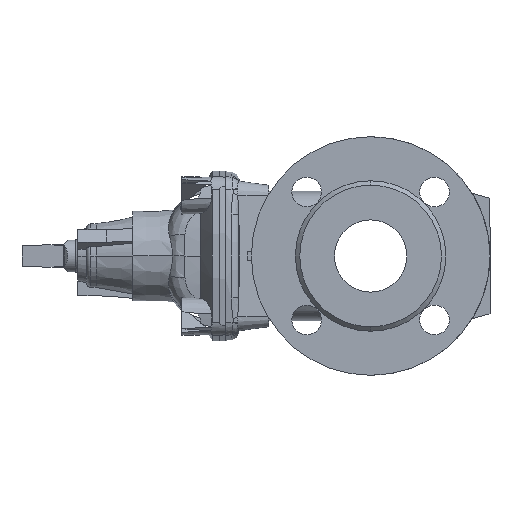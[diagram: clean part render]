
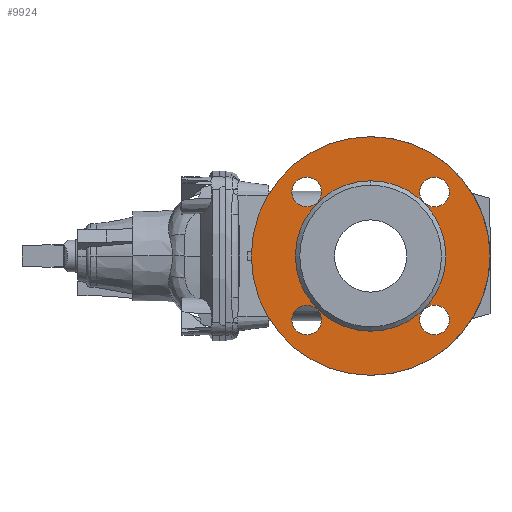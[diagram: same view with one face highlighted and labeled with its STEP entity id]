
A CAD part, left-side view. The second image highlights one B-rep face of the part: STEP entity #9924.
In plain terms, the highlighted planar face has unit normal (-1, 0, 0).
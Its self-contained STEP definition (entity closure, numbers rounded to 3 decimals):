
#266 = AXIS2_PLACEMENT_3D ( 'NONE', #9350, #9290, #9333 ) ;
#275 = AXIS2_PLACEMENT_3D ( 'NONE', #9568, #9273, #9559 ) ;
#341 = EDGE_CURVE ( 'NONE', #11085, #11084, #4862, .T. ) ;
#344 = EDGE_CURVE ( 'NONE', #11095, #11094, #4868, .T. ) ;
#883 = EDGE_LOOP ( 'NONE', ( #10962, #7399 ) ) ;
#886 = EDGE_LOOP ( 'NONE', ( #10960, #10961 ) ) ;
#887 = EDGE_LOOP ( 'NONE', ( #10950, #10949 ) ) ;
#889 = EDGE_LOOP ( 'NONE', ( #10963, #9626 ) ) ;
#893 = EDGE_LOOP ( 'NONE', ( #10964, #10965 ) ) ;
#900 = EDGE_LOOP ( 'NONE', ( #9627, #10968 ) ) ;
#1276 = CIRCLE ( 'NONE', #266, 52. ) ;
#1307 = CIRCLE ( 'NONE', #275, 82.5 ) ;
#1364 = CIRCLE ( 'NONE', #11177, 10.25 ) ;
#1365 = CIRCLE ( 'NONE', #11178, 10.25 ) ;
#1366 = CIRCLE ( 'NONE', #11179, 82.5 ) ;
#1367 = CIRCLE ( 'NONE', #11180, 52. ) ;
#1368 = CIRCLE ( 'NONE', #11181, 10.25 ) ;
#1369 = CIRCLE ( 'NONE', #11182, 10.25 ) ;
#1372 = CIRCLE ( 'NONE', #11184, 10.25 ) ;
#1378 = CIRCLE ( 'NONE', #11186, 10.25 ) ;
#1587 = FACE_BOUND ( 'NONE', #886, .T. ) ;
#1590 = FACE_BOUND ( 'NONE', #900, .T. ) ;
#1591 = FACE_BOUND ( 'NONE', #889, .T. ) ;
#1592 = FACE_OUTER_BOUND ( 'NONE', #893, .T. ) ;
#1594 = FACE_BOUND ( 'NONE', #887, .T. ) ;
#1595 = FACE_BOUND ( 'NONE', #883, .T. ) ;
#2100 = CARTESIAN_POINT ( 'NONE',  ( -122., -44.194, -54.444 ) ) ;
#2104 = CARTESIAN_POINT ( 'NONE',  ( -122., -44.194, -33.944 ) ) ;
#2109 = CARTESIAN_POINT ( 'NONE',  ( -122., -44.194, 33.944 ) ) ;
#2112 = CARTESIAN_POINT ( 'NONE',  ( -122., 44.194, -33.944 ) ) ;
#2113 = CARTESIAN_POINT ( 'NONE',  ( -122., 44.194, -54.444 ) ) ;
#2115 = CARTESIAN_POINT ( 'NONE',  ( -122., -44.194, 54.444 ) ) ;
#2118 = CARTESIAN_POINT ( 'NONE',  ( -122., 44.194, 33.944 ) ) ;
#2119 = CARTESIAN_POINT ( 'NONE',  ( -122., 44.194, 54.444 ) ) ;
#2501 = AXIS2_PLACEMENT_3D ( 'NONE', #7198, #7194, #7200 ) ;
#2620 = VERTEX_POINT ( 'NONE', #3817 ) ;
#2644 = VERTEX_POINT ( 'NONE', #7310 ) ;
#2717 = VERTEX_POINT ( 'NONE', #8811 ) ;
#2718 = VERTEX_POINT ( 'NONE', #8823 ) ;
#3144 = DIRECTION ( 'NONE',  ( 0., 0., 1. ) ) ;
#3509 = CARTESIAN_POINT ( 'NONE',  ( -122., -44.194, -44.194 ) ) ;
#3665 = DIRECTION ( 'NONE',  ( -1., 0., 0. ) ) ;
#3817 = CARTESIAN_POINT ( 'NONE',  ( -122., 0., 52. ) ) ;
#4862 = CIRCLE ( 'NONE', #7975, 10.25 ) ;
#4868 = CIRCLE ( 'NONE', #7977, 10.25 ) ;
#6358 = CARTESIAN_POINT ( 'NONE',  ( -122., 44.194, -44.194 ) ) ;
#6359 = DIRECTION ( 'NONE',  ( -1., 0., 0. ) ) ;
#6360 = DIRECTION ( 'NONE',  ( 0., 0., 1. ) ) ;
#6361 = CARTESIAN_POINT ( 'NONE',  ( -122., 44.194, 44.194 ) ) ;
#6362 = DIRECTION ( 'NONE',  ( -1., 0., 0. ) ) ;
#6363 = DIRECTION ( 'NONE',  ( 0., 0., 1. ) ) ;
#6364 = CARTESIAN_POINT ( 'NONE',  ( -122., 0., 0. ) ) ;
#6365 = DIRECTION ( 'NONE',  ( 1., 0., 0. ) ) ;
#6366 = DIRECTION ( 'NONE',  ( 0., 0., -1. ) ) ;
#6367 = CARTESIAN_POINT ( 'NONE',  ( -122., 0., 0. ) ) ;
#6368 = DIRECTION ( 'NONE',  ( 1., 0., 0. ) ) ;
#6369 = DIRECTION ( 'NONE',  ( 0., 0., -1. ) ) ;
#6370 = CARTESIAN_POINT ( 'NONE',  ( -122., -44.194, 44.194 ) ) ;
#6371 = DIRECTION ( 'NONE',  ( -1., 0., 0. ) ) ;
#6372 = DIRECTION ( 'NONE',  ( 0., 0., 1. ) ) ;
#6375 = CARTESIAN_POINT ( 'NONE',  ( -122., -44.194, -44.194 ) ) ;
#6376 = DIRECTION ( 'NONE',  ( -1., 0., 0. ) ) ;
#6377 = DIRECTION ( 'NONE',  ( 0., 0., 1. ) ) ;
#6384 = CARTESIAN_POINT ( 'NONE',  ( -122., -44.194, 44.194 ) ) ;
#6385 = DIRECTION ( 'NONE',  ( -1., 0., 0. ) ) ;
#6386 = DIRECTION ( 'NONE',  ( 0., 0., 1. ) ) ;
#6395 = CARTESIAN_POINT ( 'NONE',  ( -122., 44.194, 44.194 ) ) ;
#6396 = DIRECTION ( 'NONE',  ( -1., 0., 0. ) ) ;
#6397 = DIRECTION ( 'NONE',  ( 0., 0., 1. ) ) ;
#7194 = DIRECTION ( 'NONE',  ( -1., 0., 0. ) ) ;
#7196 = PLANE ( 'NONE',  #2501 ) ;
#7198 = CARTESIAN_POINT ( 'NONE',  ( -122., -82.5, 0. ) ) ;
#7200 = DIRECTION ( 'NONE',  ( 0., 0., -1. ) ) ;
#7310 = CARTESIAN_POINT ( 'NONE',  ( -122., 0., -52. ) ) ;
#7399 = ORIENTED_EDGE ( 'NONE', *, *, #341, .F. ) ;
#7975 = AXIS2_PLACEMENT_3D ( 'NONE', #3509, #3665, #3144 ) ;
#7977 = AXIS2_PLACEMENT_3D ( 'NONE', #10681, #10763, #10692 ) ;
#8175 = EDGE_CURVE ( 'NONE', #2620, #2644, #1276, .T. ) ;
#8198 = EDGE_CURVE ( 'NONE', #2718, #2717, #1307, .T. ) ;
#8253 = EDGE_CURVE ( 'NONE', #11094, #11095, #1364, .T. ) ;
#8254 = EDGE_CURVE ( 'NONE', #11101, #11100, #1365, .T. ) ;
#8255 = EDGE_CURVE ( 'NONE', #2717, #2718, #1366, .T. ) ;
#8256 = EDGE_CURVE ( 'NONE', #2644, #2620, #1367, .T. ) ;
#8257 = EDGE_CURVE ( 'NONE', #11097, #11091, #1368, .T. ) ;
#8258 = EDGE_CURVE ( 'NONE', #11084, #11085, #1369, .T. ) ;
#8261 = EDGE_CURVE ( 'NONE', #11091, #11097, #1372, .T. ) ;
#8265 = EDGE_CURVE ( 'NONE', #11100, #11101, #1378, .T. ) ;
#8811 = CARTESIAN_POINT ( 'NONE',  ( -122., 0., -82.5 ) ) ;
#8823 = CARTESIAN_POINT ( 'NONE',  ( -122., 0., 82.5 ) ) ;
#9273 = DIRECTION ( 'NONE',  ( 1., 0., 0. ) ) ;
#9290 = DIRECTION ( 'NONE',  ( 1., 0., 0. ) ) ;
#9333 = DIRECTION ( 'NONE',  ( 0., 0., -1. ) ) ;
#9350 = CARTESIAN_POINT ( 'NONE',  ( -122., 0., 0. ) ) ;
#9559 = DIRECTION ( 'NONE',  ( 0., 0., -1. ) ) ;
#9568 = CARTESIAN_POINT ( 'NONE',  ( -122., 0., 0. ) ) ;
#9626 = ORIENTED_EDGE ( 'NONE', *, *, #8256, .T. ) ;
#9627 = ORIENTED_EDGE ( 'NONE', *, *, #8257, .F. ) ;
#9924 = ADVANCED_FACE ( 'NONE', ( #1587, #1594, #1592, #1591, #1590, #1595 ), #7196, .T. ) ;
#10681 = CARTESIAN_POINT ( 'NONE',  ( -122., 44.194, -44.194 ) ) ;
#10692 = DIRECTION ( 'NONE',  ( 0., 0., 1. ) ) ;
#10763 = DIRECTION ( 'NONE',  ( -1., 0., 0. ) ) ;
#10949 = ORIENTED_EDGE ( 'NONE', *, *, #8265, .F. ) ;
#10950 = ORIENTED_EDGE ( 'NONE', *, *, #8254, .F. ) ;
#10960 = ORIENTED_EDGE ( 'NONE', *, *, #8253, .F. ) ;
#10961 = ORIENTED_EDGE ( 'NONE', *, *, #344, .F. ) ;
#10962 = ORIENTED_EDGE ( 'NONE', *, *, #8258, .F. ) ;
#10963 = ORIENTED_EDGE ( 'NONE', *, *, #8175, .T. ) ;
#10964 = ORIENTED_EDGE ( 'NONE', *, *, #8255, .F. ) ;
#10965 = ORIENTED_EDGE ( 'NONE', *, *, #8198, .F. ) ;
#10968 = ORIENTED_EDGE ( 'NONE', *, *, #8261, .F. ) ;
#11084 = VERTEX_POINT ( 'NONE', #2104 ) ;
#11085 = VERTEX_POINT ( 'NONE', #2100 ) ;
#11091 = VERTEX_POINT ( 'NONE', #2109 ) ;
#11094 = VERTEX_POINT ( 'NONE', #2112 ) ;
#11095 = VERTEX_POINT ( 'NONE', #2113 ) ;
#11097 = VERTEX_POINT ( 'NONE', #2115 ) ;
#11100 = VERTEX_POINT ( 'NONE', #2118 ) ;
#11101 = VERTEX_POINT ( 'NONE', #2119 ) ;
#11177 = AXIS2_PLACEMENT_3D ( 'NONE', #6358, #6359, #6360 ) ;
#11178 = AXIS2_PLACEMENT_3D ( 'NONE', #6361, #6362, #6363 ) ;
#11179 = AXIS2_PLACEMENT_3D ( 'NONE', #6364, #6365, #6366 ) ;
#11180 = AXIS2_PLACEMENT_3D ( 'NONE', #6367, #6368, #6369 ) ;
#11181 = AXIS2_PLACEMENT_3D ( 'NONE', #6370, #6371, #6372 ) ;
#11182 = AXIS2_PLACEMENT_3D ( 'NONE', #6375, #6376, #6377 ) ;
#11184 = AXIS2_PLACEMENT_3D ( 'NONE', #6384, #6385, #6386 ) ;
#11186 = AXIS2_PLACEMENT_3D ( 'NONE', #6395, #6396, #6397 ) ;
